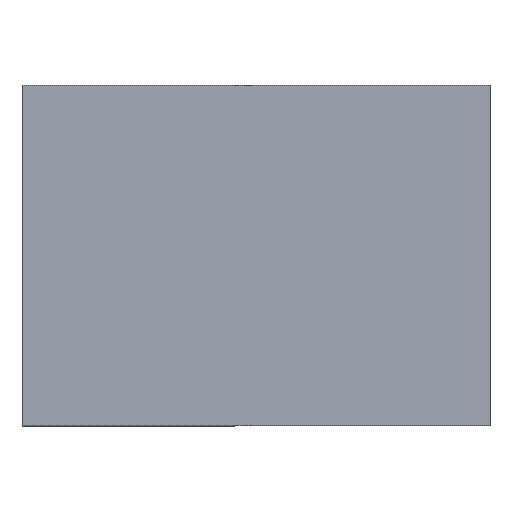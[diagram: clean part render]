
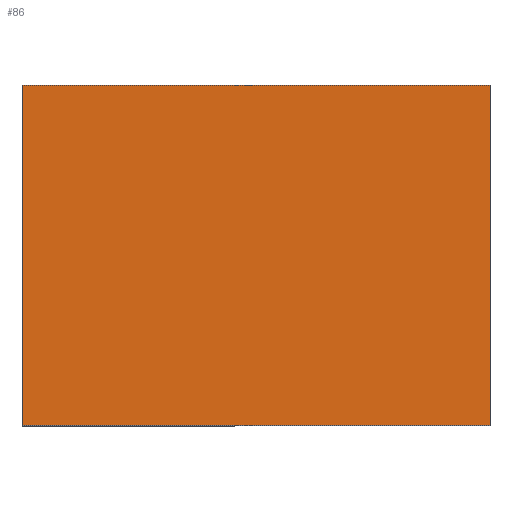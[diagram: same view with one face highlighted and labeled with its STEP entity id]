
A CAD part, top view. The second image highlights one B-rep face of the part: STEP entity #86.
In plain terms, the highlighted planar face has unit normal (0, 0, 1).
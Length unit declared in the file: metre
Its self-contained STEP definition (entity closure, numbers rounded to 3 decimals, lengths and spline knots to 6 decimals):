
#86 = ADVANCED_FACE( '', ( #176 ), #177, .F. );
#176 = FACE_OUTER_BOUND( '', #269, .T. );
#177 = PLANE( '', #270 );
#269 = EDGE_LOOP( '', ( #440, #441, #442, #443 ) );
#270 = AXIS2_PLACEMENT_3D( '', #444, #445, #446 );
#440 = ORIENTED_EDGE( '', *, *, #611, .T. );
#441 = ORIENTED_EDGE( '', *, *, #595, .T. );
#442 = ORIENTED_EDGE( '', *, *, #589, .F. );
#443 = ORIENTED_EDGE( '', *, *, #607, .F. );
#444 = CARTESIAN_POINT( '', ( 0.011567, 0.008412, 0.042062 ) );
#445 = DIRECTION( '', ( 0., 0., -1. ) );
#446 = DIRECTION( '', ( -1., 0., 0. ) );
#589 = EDGE_CURVE( '', #709, #711, #712, .T. );
#595 = EDGE_CURVE( '', #718, #711, #721, .T. );
#607 = EDGE_CURVE( '', #736, #709, #738, .T. );
#611 = EDGE_CURVE( '', #736, #718, #742, .T. );
#709 = VERTEX_POINT( '', #876 );
#711 = VERTEX_POINT( '', #879 );
#712 = LINE( '', #880, #881 );
#718 = VERTEX_POINT( '', #889 );
#721 = LINE( '', #894, #895 );
#736 = VERTEX_POINT( '', #917 );
#738 = LINE( '', #920, #921 );
#742 = LINE( '', #926, #927 );
#876 = CARTESIAN_POINT( '', ( 0.023134, 0.008412, 0.042062 ) );
#879 = CARTESIAN_POINT( '', ( 0.023134, -0.008412, 0.042062 ) );
#880 = CARTESIAN_POINT( '', ( 0.023134, 0.008412, 0.042062 ) );
#881 = VECTOR( '', #998, 1. );
#889 = CARTESIAN_POINT( '', ( 0., -0.008412, 0.042062 ) );
#894 = CARTESIAN_POINT( '', ( 0.011567, -0.008412, 0.042062 ) );
#895 = VECTOR( '', #1003, 1. );
#917 = CARTESIAN_POINT( '', ( 0., 0.008412, 0.042062 ) );
#920 = CARTESIAN_POINT( '', ( 0.011567, 0.008412, 0.042062 ) );
#921 = VECTOR( '', #1012, 1. );
#926 = CARTESIAN_POINT( '', ( 0., 0.008412, 0.042062 ) );
#927 = VECTOR( '', #1014, 1. );
#998 = DIRECTION( '', ( 0., -1., 0. ) );
#1003 = DIRECTION( '', ( 1., 0., 0. ) );
#1012 = DIRECTION( '', ( 1., 0., 0. ) );
#1014 = DIRECTION( '', ( 0., -1., 0. ) );
